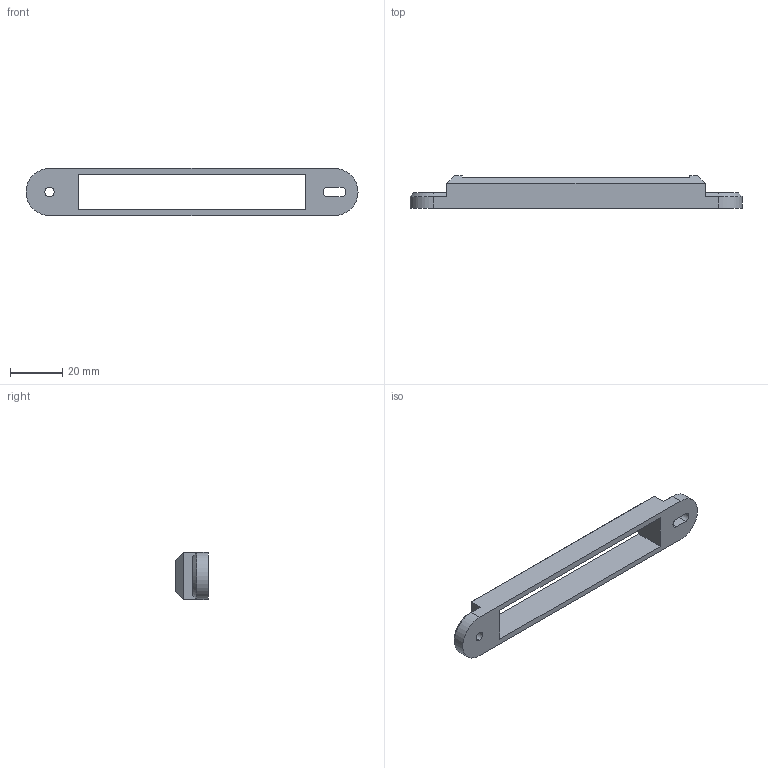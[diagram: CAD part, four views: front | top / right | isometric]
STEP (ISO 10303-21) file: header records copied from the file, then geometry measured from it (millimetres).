
FILE_DESCRIPTION (( 'STEP AP203' ), '1' );
FILE_NAME ('Wiper pad holder LARGE.STEP', '2020-09-09T21:48:38', ( '' ), ( '' ), 'SwSTEP 2.0', 'SolidWorks 2020', '' );
FILE_SCHEMA (( 'CONFIG_CONTROL_DESIGN' ));
Length unit declared in the file: millimetre
Products named in the file (1): Wiper pad holder LARGE
Bounding box: 127 x 12.5 x 18 mm (x, y, z)
Volume: 8680 mm3; surface area: 7223.7 mm2
Topology: 1 solids, 1 shells, 48 faces, 127 edges, 80 vertices
Faces by surface type: plane 31, cylinder 10, cone 7
Entity records: 1575 total; most frequent: CARTESIAN_POINT 283, ORIENTED_EDGE 254, DIRECTION 251, EDGE_CURVE 127, VECTOR 91, LINE 91, VERTEX_POINT 80, AXIS2_PLACEMENT_3D 80
